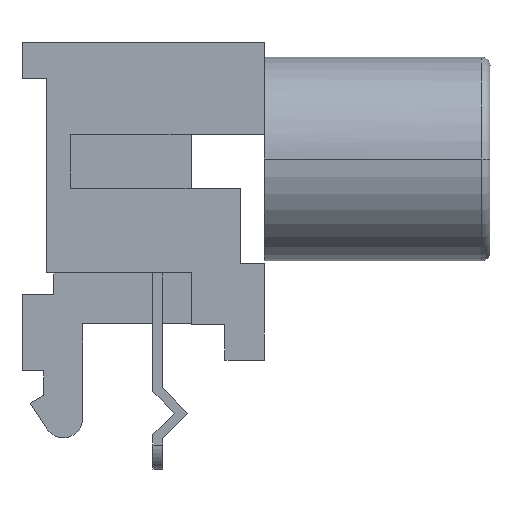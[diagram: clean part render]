
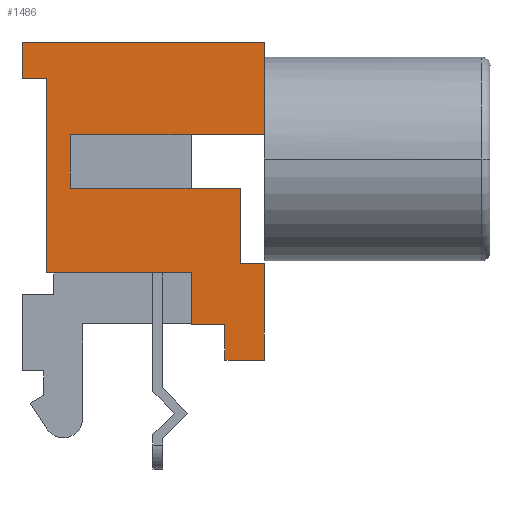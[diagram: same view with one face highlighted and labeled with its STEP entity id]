
A CAD part, left-side view. The second image highlights one B-rep face of the part: STEP entity #1486.
In plain terms, the highlighted planar face has unit normal (-1, 0, 0).
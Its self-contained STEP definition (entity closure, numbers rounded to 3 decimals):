
#211 = LINE ( 'NONE', #8248, #8184 ) ;
#341 = VERTEX_POINT ( 'NONE', #13869 ) ;
#481 = CARTESIAN_POINT ( 'NONE',  ( -5., -2.6, 5.35 ) ) ;
#616 = CARTESIAN_POINT ( 'NONE',  ( -5., -2.6, 18.45 ) ) ;
#626 = VERTEX_POINT ( 'NONE', #12573 ) ;
#871 = ORIENTED_EDGE ( 'NONE', *, *, #10739, .T. ) ;
#919 = VERTEX_POINT ( 'NONE', #481 ) ;
#923 = CARTESIAN_POINT ( 'NONE',  ( -5., -2.6, 6.83 ) ) ;
#999 = LINE ( 'NONE', #923, #12375 ) ;
#1085 = DIRECTION ( 'NONE',  ( 0., -1., 0. ) ) ;
#1374 = DIRECTION ( 'NONE',  ( 0., -1., 0. ) ) ;
#1389 = VECTOR ( 'NONE', #12221, 1000. ) ;
#1486 = ADVANCED_FACE ( 'NONE', ( #5736 ), #2978, .F. ) ;
#1571 = VERTEX_POINT ( 'NONE', #4845 ) ;
#1769 = VERTEX_POINT ( 'NONE', #7125 ) ;
#2355 = ORIENTED_EDGE ( 'NONE', *, *, #2606, .T. ) ;
#2421 = DIRECTION ( 'NONE',  ( 0., -1., 0. ) ) ;
#2427 = LINE ( 'NONE', #6687, #6509 ) ;
#2449 = EDGE_CURVE ( 'NONE', #2947, #1769, #15313, .T. ) ;
#2606 = EDGE_CURVE ( 'NONE', #12766, #341, #9351, .T. ) ;
#2671 = EDGE_CURVE ( 'NONE', #10599, #341, #12136, .T. ) ;
#2683 = DIRECTION ( 'NONE',  ( 0., 0., -1. ) ) ;
#2855 = CARTESIAN_POINT ( 'NONE',  ( -5., 6.4, 16.95 ) ) ;
#2859 = ORIENTED_EDGE ( 'NONE', *, *, #13649, .T. ) ;
#2947 = VERTEX_POINT ( 'NONE', #14225 ) ;
#2978 = PLANE ( 'NONE',  #8459 ) ;
#2989 = ORIENTED_EDGE ( 'NONE', *, *, #17157, .T. ) ;
#3286 = CARTESIAN_POINT ( 'NONE',  ( -5., -1.6, 12.45 ) ) ;
#3363 = VECTOR ( 'NONE', #5656, 1000. ) ;
#3437 = VERTEX_POINT ( 'NONE', #10895 ) ;
#3438 = CARTESIAN_POINT ( 'NONE',  ( -5., 6.4, 18.45 ) ) ;
#3913 = CARTESIAN_POINT ( 'NONE',  ( -5., 5.4, 14.65 ) ) ;
#4039 = LINE ( 'NONE', #13401, #14019 ) ;
#4217 = VECTOR ( 'NONE', #11874, 1000. ) ;
#4241 = CARTESIAN_POINT ( 'NONE',  ( -5., -2.6, 18.45 ) ) ;
#4348 = EDGE_CURVE ( 'NONE', #5247, #626, #5086, .T. ) ;
#4845 = CARTESIAN_POINT ( 'NONE',  ( -5., 7.4, 16.95 ) ) ;
#4922 = CARTESIAN_POINT ( 'NONE',  ( -5., -2.6, 8.95 ) ) ;
#4981 = EDGE_LOOP ( 'NONE', ( #16938, #10584, #12115, #2355, #8371, #5018, #6373, #2859, #5985, #16393, #2989, #12846, #16095, #9680, #11763, #871 ) ) ;
#5018 = ORIENTED_EDGE ( 'NONE', *, *, #14828, .F. ) ;
#5086 = LINE ( 'NONE', #14686, #13412 ) ;
#5247 = VERTEX_POINT ( 'NONE', #3913 ) ;
#5289 = LINE ( 'NONE', #14724, #1389 ) ;
#5440 = EDGE_CURVE ( 'NONE', #12766, #919, #9467, .T. ) ;
#5507 = CARTESIAN_POINT ( 'NONE',  ( -5., -0.97, 5.35 ) ) ;
#5621 = VECTOR ( 'NONE', #2421, 1000. ) ;
#5656 = DIRECTION ( 'NONE',  ( 0., -1., 0. ) ) ;
#5736 = FACE_OUTER_BOUND ( 'NONE', #4981, .T. ) ;
#5985 = ORIENTED_EDGE ( 'NONE', *, *, #11072, .F. ) ;
#6015 = VERTEX_POINT ( 'NONE', #2855 ) ;
#6332 = CARTESIAN_POINT ( 'NONE',  ( -5., -0.97, 6.83 ) ) ;
#6373 = ORIENTED_EDGE ( 'NONE', *, *, #4348, .F. ) ;
#6408 = LINE ( 'NONE', #13149, #5621 ) ;
#6509 = VECTOR ( 'NONE', #16950, 1000. ) ;
#6510 = EDGE_CURVE ( 'NONE', #12301, #16211, #5289, .T. ) ;
#6603 = CARTESIAN_POINT ( 'NONE',  ( -5., -1.6, 18.45 ) ) ;
#6687 = CARTESIAN_POINT ( 'NONE',  ( -5., -2.6, 5.35 ) ) ;
#6768 = VECTOR ( 'NONE', #13550, 1000. ) ;
#7094 = CARTESIAN_POINT ( 'NONE',  ( -5., 0.4, 6.83 ) ) ;
#7125 = CARTESIAN_POINT ( 'NONE',  ( -5., 7.4, 18.45 ) ) ;
#7239 = DIRECTION ( 'NONE',  ( 0., 0., 1. ) ) ;
#7470 = DIRECTION ( 'NONE',  ( 0., 1., 0. ) ) ;
#7582 = VECTOR ( 'NONE', #15531, 1000. ) ;
#7731 = CARTESIAN_POINT ( 'NONE',  ( -5., -2.6, 9.35 ) ) ;
#7860 = VECTOR ( 'NONE', #10300, 1000. ) ;
#8035 = DIRECTION ( 'NONE',  ( 0., 0., -1. ) ) ;
#8184 = VECTOR ( 'NONE', #1374, 1000. ) ;
#8248 = CARTESIAN_POINT ( 'NONE',  ( -5., -2.6, 12.45 ) ) ;
#8371 = ORIENTED_EDGE ( 'NONE', *, *, #2671, .F. ) ;
#8459 = AXIS2_PLACEMENT_3D ( 'NONE', #4241, #12419, #15073 ) ;
#8582 = EDGE_CURVE ( 'NONE', #9029, #6015, #8624, .T. ) ;
#8624 = LINE ( 'NONE', #3438, #13485 ) ;
#9029 = VERTEX_POINT ( 'NONE', #14068 ) ;
#9135 = CARTESIAN_POINT ( 'NONE',  ( -5., 0.4, 8.95 ) ) ;
#9351 = LINE ( 'NONE', #7731, #4217 ) ;
#9467 = LINE ( 'NONE', #16070, #15508 ) ;
#9680 = ORIENTED_EDGE ( 'NONE', *, *, #11436, .T. ) ;
#10134 = EDGE_CURVE ( 'NONE', #12283, #10555, #10953, .T. ) ;
#10300 = DIRECTION ( 'NONE',  ( 0., -1., 0. ) ) ;
#10369 = EDGE_CURVE ( 'NONE', #1571, #6015, #16464, .T. ) ;
#10555 = VERTEX_POINT ( 'NONE', #9135 ) ;
#10584 = ORIENTED_EDGE ( 'NONE', *, *, #14294, .F. ) ;
#10599 = VERTEX_POINT ( 'NONE', #3286 ) ;
#10739 = EDGE_CURVE ( 'NONE', #12283, #16211, #999, .T. ) ;
#10749 = DIRECTION ( 'NONE',  ( 0., 0., -1. ) ) ;
#10895 = CARTESIAN_POINT ( 'NONE',  ( -5., -2.6, 14.65 ) ) ;
#10953 = LINE ( 'NONE', #11207, #6768 ) ;
#11072 = EDGE_CURVE ( 'NONE', #2947, #3437, #15617, .T. ) ;
#11207 = CARTESIAN_POINT ( 'NONE',  ( -5., 0.4, 18.45 ) ) ;
#11436 = EDGE_CURVE ( 'NONE', #9029, #10555, #16881, .T. ) ;
#11763 = ORIENTED_EDGE ( 'NONE', *, *, #10134, .F. ) ;
#11874 = DIRECTION ( 'NONE',  ( 0., 1., 0. ) ) ;
#11950 = DIRECTION ( 'NONE',  ( 0., 0., -1. ) ) ;
#12115 = ORIENTED_EDGE ( 'NONE', *, *, #5440, .F. ) ;
#12136 = LINE ( 'NONE', #6603, #14011 ) ;
#12221 = DIRECTION ( 'NONE',  ( 0., 0., 1. ) ) ;
#12283 = VERTEX_POINT ( 'NONE', #7094 ) ;
#12301 = VERTEX_POINT ( 'NONE', #5507 ) ;
#12375 = VECTOR ( 'NONE', #1085, 1000. ) ;
#12419 = DIRECTION ( 'NONE',  ( 1., 0., 0. ) ) ;
#12495 = CARTESIAN_POINT ( 'NONE',  ( -5., -2.6, 16.95 ) ) ;
#12573 = CARTESIAN_POINT ( 'NONE',  ( -5., 5.4, 12.45 ) ) ;
#12766 = VERTEX_POINT ( 'NONE', #14358 ) ;
#12846 = ORIENTED_EDGE ( 'NONE', *, *, #10369, .T. ) ;
#13089 = CARTESIAN_POINT ( 'NONE',  ( -5., -2.6, 18.45 ) ) ;
#13149 = CARTESIAN_POINT ( 'NONE',  ( -5., -2.6, 14.65 ) ) ;
#13401 = CARTESIAN_POINT ( 'NONE',  ( -5., 7.4, 18.45 ) ) ;
#13412 = VECTOR ( 'NONE', #2683, 1000. ) ;
#13485 = VECTOR ( 'NONE', #7239, 1000. ) ;
#13550 = DIRECTION ( 'NONE',  ( 0., 0., 1. ) ) ;
#13649 = EDGE_CURVE ( 'NONE', #5247, #3437, #6408, .T. ) ;
#13869 = CARTESIAN_POINT ( 'NONE',  ( -5., -1.6, 9.35 ) ) ;
#14011 = VECTOR ( 'NONE', #11950, 1000. ) ;
#14019 = VECTOR ( 'NONE', #10749, 1000. ) ;
#14068 = CARTESIAN_POINT ( 'NONE',  ( -5., 6.4, 8.95 ) ) ;
#14225 = CARTESIAN_POINT ( 'NONE',  ( -5., -2.6, 18.45 ) ) ;
#14270 = VECTOR ( 'NONE', #7470, 1000. ) ;
#14294 = EDGE_CURVE ( 'NONE', #919, #12301, #2427, .T. ) ;
#14358 = CARTESIAN_POINT ( 'NONE',  ( -5., -2.6, 9.35 ) ) ;
#14686 = CARTESIAN_POINT ( 'NONE',  ( -5., 5.4, 18.45 ) ) ;
#14724 = CARTESIAN_POINT ( 'NONE',  ( -5., -0.97, 18.45 ) ) ;
#14828 = EDGE_CURVE ( 'NONE', #626, #10599, #211, .T. ) ;
#15073 = DIRECTION ( 'NONE',  ( 0., 1., 0. ) ) ;
#15313 = LINE ( 'NONE', #616, #14270 ) ;
#15508 = VECTOR ( 'NONE', #8035, 1000. ) ;
#15531 = DIRECTION ( 'NONE',  ( 0., 0., -1. ) ) ;
#15617 = LINE ( 'NONE', #13089, #7582 ) ;
#16070 = CARTESIAN_POINT ( 'NONE',  ( -5., -2.6, 18.45 ) ) ;
#16095 = ORIENTED_EDGE ( 'NONE', *, *, #8582, .F. ) ;
#16211 = VERTEX_POINT ( 'NONE', #6332 ) ;
#16393 = ORIENTED_EDGE ( 'NONE', *, *, #2449, .T. ) ;
#16464 = LINE ( 'NONE', #12495, #3363 ) ;
#16881 = LINE ( 'NONE', #4922, #7860 ) ;
#16938 = ORIENTED_EDGE ( 'NONE', *, *, #6510, .F. ) ;
#16950 = DIRECTION ( 'NONE',  ( 0., 1., 0. ) ) ;
#17157 = EDGE_CURVE ( 'NONE', #1769, #1571, #4039, .T. ) ;
